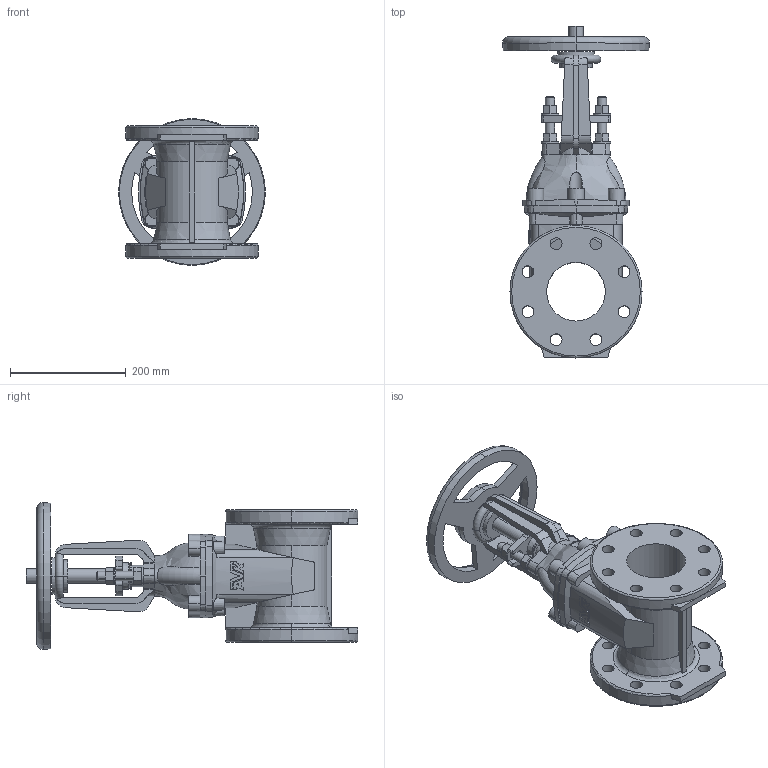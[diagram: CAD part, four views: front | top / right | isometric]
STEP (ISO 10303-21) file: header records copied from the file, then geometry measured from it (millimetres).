
FILE_DESCRIPTION (( 'STEP AP203' ), '1' );
FILE_NAME ('O_45_56_DN100_X1_AA1_step.step', '2015-08-25T09:21:38', ( 'Windows User' ), ( 'AVK' ), 'SwSTEP 2.0', 'SolidWorks 2012', '' );
FILE_SCHEMA (( 'CONFIG_CONTROL_DESIGN' ));
Length unit declared in the file: millimetre
Products named in the file (1): O_45_56_DN100_X1_AA1_step
Bounding box: 254 x 574.3 x 254 mm (x, y, z)
Volume: 6604602.3 mm3; surface area: 628640.4 mm2
Topology: 1 solids, 1 shells, 547 faces, 1467 edges, 937 vertices
Faces by surface type: plane 202, cylinder 159, cone 98, bspline 56, torus 32
Entity records: 24423 total; most frequent: CARTESIAN_POINT 11245, ORIENTED_EDGE 2934, DIRECTION 2530, EDGE_CURVE 1467, AXIS2_PLACEMENT_3D 1034, VERTEX_POINT 937, EDGE_LOOP 610, ADVANCED_FACE 547
